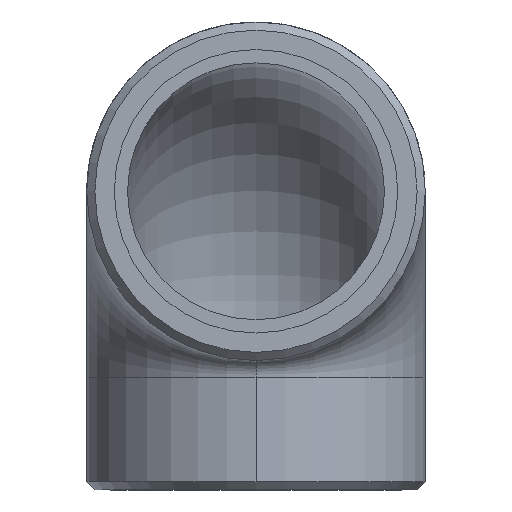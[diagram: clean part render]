
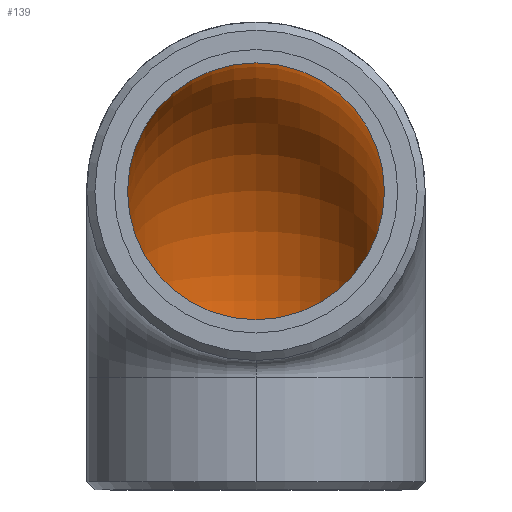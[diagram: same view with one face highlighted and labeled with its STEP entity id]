
A CAD part, left-side view. The second image highlights one B-rep face of the part: STEP entity #139.
In plain terms, the highlighted toroidal (fillet/blend) face has major radius 20.35 mm and minor radius 19.35 mm.
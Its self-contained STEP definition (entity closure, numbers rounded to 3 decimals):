
#4 = EDGE_CURVE ( 'NONE', #653, #653, #806, .T. ) ;
#5 = AXIS2_PLACEMENT_3D ( 'NONE', #162, #187, #188 ) ;
#17 = EDGE_CURVE ( 'NONE', #662, #662, #822, .T. ) ;
#62 = AXIS2_PLACEMENT_3D ( 'NONE', #213, #219, #220 ) ;
#87 = AXIS2_PLACEMENT_3D ( 'NONE', #569, #568, #570 ) ;
#139 = ADVANCED_FACE ( 'NONE', ( #878, #884 ), #886, .F. ) ;
#162 = CARTESIAN_POINT ( 'NONE',  ( 0., 0., -20.35 ) ) ;
#187 = DIRECTION ( 'NONE',  ( 0., 0., -1. ) ) ;
#188 = DIRECTION ( 'NONE',  ( -1., 0., 0. ) ) ;
#213 = CARTESIAN_POINT ( 'NONE',  ( -20.35, 0., 0. ) ) ;
#219 = DIRECTION ( 'NONE',  ( 1., 0., 0. ) ) ;
#220 = DIRECTION ( 'NONE',  ( 0., 0., -1. ) ) ;
#568 = DIRECTION ( 'NONE',  ( 0., 1., 0. ) ) ;
#569 = CARTESIAN_POINT ( 'NONE',  ( -20.35, 0., -20.35 ) ) ;
#570 = DIRECTION ( 'NONE',  ( 0., 0., 1. ) ) ;
#653 = VERTEX_POINT ( 'NONE', #657 ) ;
#657 = CARTESIAN_POINT ( 'NONE',  ( -19.35, 0., -20.35 ) ) ;
#662 = VERTEX_POINT ( 'NONE', #663 ) ;
#663 = CARTESIAN_POINT ( 'NONE',  ( -20.35, 0., -19.35 ) ) ;
#737 = ORIENTED_EDGE ( 'NONE', *, *, #17, .F. ) ;
#740 = EDGE_LOOP ( 'NONE', ( #737 ) ) ;
#744 = EDGE_LOOP ( 'NONE', ( #956 ) ) ;
#806 = CIRCLE ( 'NONE', #5, 19.35 ) ;
#822 = CIRCLE ( 'NONE', #62, 19.35 ) ;
#878 = FACE_OUTER_BOUND ( 'NONE', #740, .T. ) ;
#884 = FACE_OUTER_BOUND ( 'NONE', #744, .T. ) ;
#886 = TOROIDAL_SURFACE ( 'NONE', #87, 20.35, 19.35 ) ;
#956 = ORIENTED_EDGE ( 'NONE', *, *, #4, .T. ) ;
